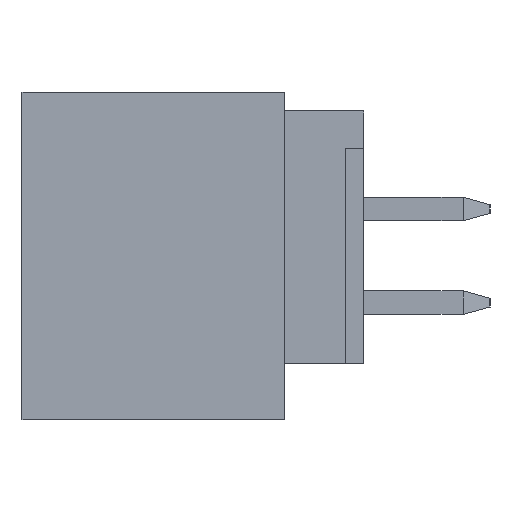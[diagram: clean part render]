
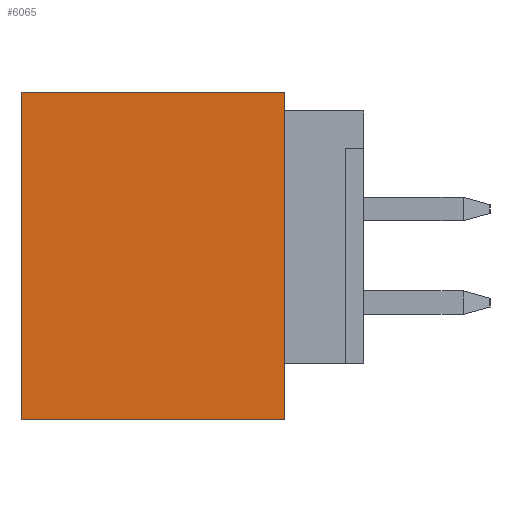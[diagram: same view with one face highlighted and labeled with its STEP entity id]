
A CAD part, left-side view. The second image highlights one B-rep face of the part: STEP entity #6065.
In plain terms, the highlighted planar face has unit normal (-1, 0, 0).
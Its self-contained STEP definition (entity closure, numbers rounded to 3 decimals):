
#1=DIRECTION('',(0.,-1.,0.));
#2=VECTOR('',#1,7.11);
#3=CARTESIAN_POINT('',(-16.51,3.555,-4.445));
#4=LINE('',#3,#2);
#17=DIRECTION('',(0.,0.,1.));
#18=VECTOR('',#17,8.89);
#19=CARTESIAN_POINT('',(-16.51,3.555,-4.445));
#20=LINE('',#19,#18);
#4413=DIRECTION('',(0.,0.,1.));
#4414=VECTOR('',#4413,8.89);
#4415=CARTESIAN_POINT('',(-16.51,-3.555,-4.445));
#4416=LINE('',#4415,#4414);
#4471=DIRECTION('',(0.,-1.,0.));
#4472=VECTOR('',#4471,7.11);
#4473=CARTESIAN_POINT('',(-16.51,3.555,4.445));
#4474=LINE('',#4473,#4472);
#4643=CARTESIAN_POINT('',(-16.51,3.555,-4.445));
#4644=CARTESIAN_POINT('',(-16.51,-3.555,-4.445));
#4645=VERTEX_POINT('',#4643);
#4646=VERTEX_POINT('',#4644);
#4651=CARTESIAN_POINT('',(-16.51,3.555,4.445));
#4652=CARTESIAN_POINT('',(-16.51,-3.555,4.445));
#4653=VERTEX_POINT('',#4651);
#4654=VERTEX_POINT('',#4652);
#6051=CARTESIAN_POINT('',(-16.51,3.555,-4.445));
#6052=DIRECTION('',(-1.,0.,0.));
#6053=DIRECTION('',(0.,-1.,0.));
#6054=AXIS2_PLACEMENT_3D('',#6051,#6052,#6053);
#6055=PLANE('',#6054);
#6056=ORIENTED_EDGE('',*,*,#6040,.F.);
#6058=ORIENTED_EDGE('',*,*,#6057,.T.);
#6060=ORIENTED_EDGE('',*,*,#6059,.T.);
#6062=ORIENTED_EDGE('',*,*,#6061,.F.);
#6063=EDGE_LOOP('',(#6056,#6058,#6060,#6062));
#6064=FACE_OUTER_BOUND('',#6063,.F.);
#6065=ADVANCED_FACE('',(#6064),#6055,.T.);
#6040=EDGE_CURVE('',#4645,#4646,#4,.T.);
#6057=EDGE_CURVE('',#4645,#4653,#20,.T.);
#6059=EDGE_CURVE('',#4653,#4654,#4474,.T.);
#6061=EDGE_CURVE('',#4646,#4654,#4416,.T.);
